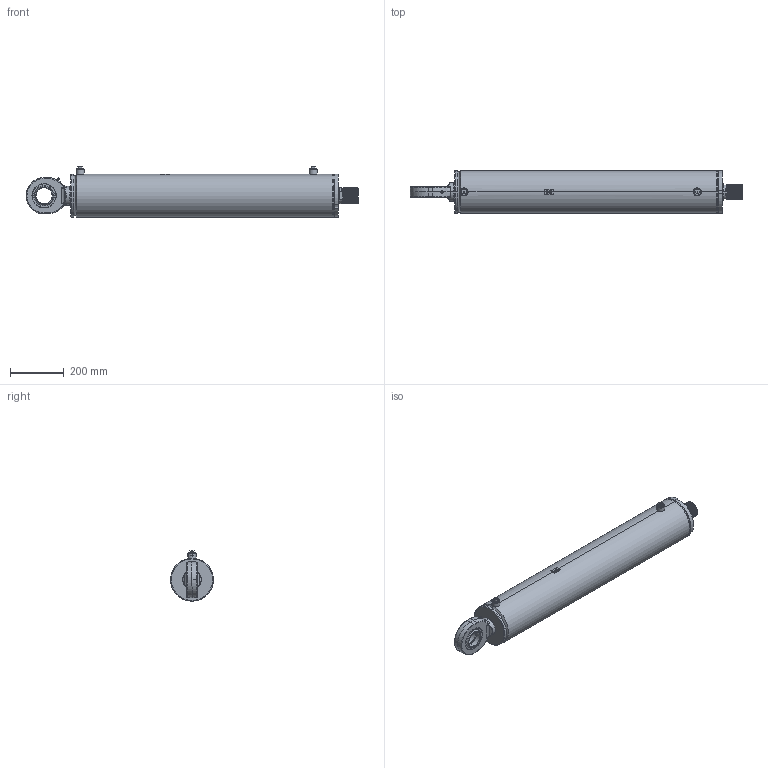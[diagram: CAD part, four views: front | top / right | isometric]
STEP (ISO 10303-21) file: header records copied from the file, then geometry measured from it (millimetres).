
FILE_DESCRIPTION (( 'STEP AP214' ), '1' );
FILE_NAME ('CFGCY0079566-Cylinder.step', '2026-03-05T12:43:12', ( 'Kramp IT' ), ( 'Kramp' ), 'SwSTEP 2.0', 'SolidWorks 2025', '' );
FILE_SCHEMA (( 'AUTOMOTIVE_DESIGN' ));
Length unit declared in the file: millimetre
Products named in the file (18): DS2914013060VM_Simplified; MATE-AID; DS2914004_Simplified; DS3914013060_Simplified; ATT-NONE; DC3914001; Tube-MA_Simplified; Tube-WA_Simplified; DS2914004VM_Simplified; CFGCY0079566-Cylinder; GK60DO; Rod_Simplified; SP08M; Tube_Simplified; Rod-WA_Simplified; LSN08E; GK60DO-EC
Assembly tree (17 placements, depth 4):
  MATE-AID
  ATT-NONE
  CFGCY0079566-Cylinder
    Tube-WA_Simplified
      Tube-MA_Simplified
        Tube_Simplified
        LSN08E
      LSN08E
      DC3914001
        DC3914001
      GK60DO-EC
        GK60DO
    Rod-WA_Simplified
      Rod_Simplified
    DS2914013060VM_Simplified
      DS3914013060_Simplified
    DS2914004VM_Simplified
      DS2914004_Simplified
    SP08M  x2
Bounding box: 1239.5 x 160 x 188 mm (x, y, z)
Volume: 10805433.6 mm3; surface area: 1450801 mm2
Topology: 14 solids, 14 shells, 568 faces, 1374 edges, 854 vertices
Faces by surface type: cylinder 226, plane 163, cone 96, bspline 60, torus 23
Entity records: 25729 total; most frequent: CARTESIAN_POINT 14464, ORIENTED_EDGE 2340, DIRECTION 2203, EDGE_CURVE 1170, AXIS2_PLACEMENT_3D 875, VERTEX_POINT 732, EDGE_LOOP 536, FACE_OUTER_BOUND 486
